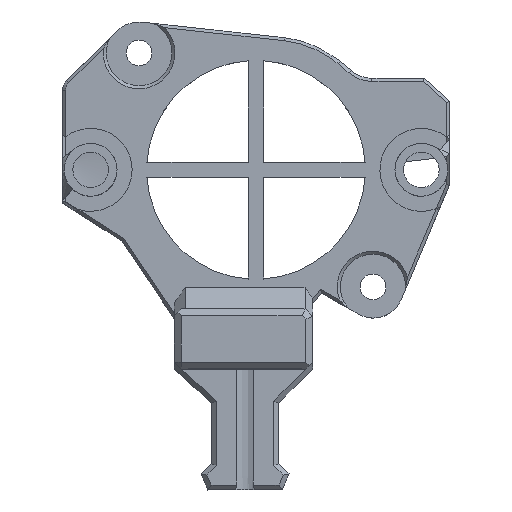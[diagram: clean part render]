
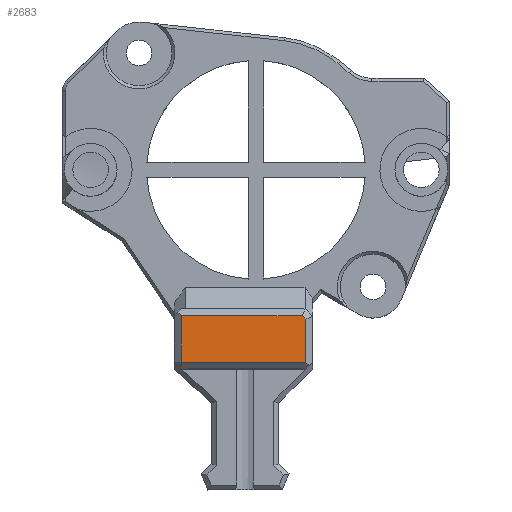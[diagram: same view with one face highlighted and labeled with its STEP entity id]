
A CAD part, top view. The second image highlights one B-rep face of the part: STEP entity #2683.
In plain terms, the highlighted planar face has unit normal (0, 0, 1).
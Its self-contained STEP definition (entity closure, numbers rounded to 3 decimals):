
#254=FACE_OUTER_BOUND('',#417,.T.);
#417=EDGE_LOOP('',(#2310,#2311,#2312,#2313,#2314));
#703=LINE('',#4312,#1012);
#706=LINE('',#4317,#1015);
#722=LINE('',#4348,#1031);
#734=LINE('',#4371,#1043);
#735=LINE('',#4373,#1044);
#1012=VECTOR('',#3500,10.);
#1015=VECTOR('',#3505,10.);
#1031=VECTOR('',#3529,10.);
#1043=VECTOR('',#3551,10.);
#1044=VECTOR('',#3554,10.);
#1272=VERTEX_POINT('',#4309);
#1273=VERTEX_POINT('',#4311);
#1274=VERTEX_POINT('',#4315);
#1285=VERTEX_POINT('',#4346);
#1291=VERTEX_POINT('',#4369);
#1618=EDGE_CURVE('',#1272,#1273,#703,.F.);
#1621=EDGE_CURVE('',#1274,#1272,#706,.T.);
#1638=EDGE_CURVE('',#1285,#1274,#722,.T.);
#1650=EDGE_CURVE('',#1291,#1285,#734,.T.);
#1651=EDGE_CURVE('',#1273,#1291,#735,.F.);
#2310=ORIENTED_EDGE('',*,*,#1638,.F.);
#2311=ORIENTED_EDGE('',*,*,#1650,.F.);
#2312=ORIENTED_EDGE('',*,*,#1651,.F.);
#2313=ORIENTED_EDGE('',*,*,#1618,.F.);
#2314=ORIENTED_EDGE('',*,*,#1621,.F.);
#2542=PLANE('',#2895);
#2683=ADVANCED_FACE('',(#254),#2542,.T.);
#2895=AXIS2_PLACEMENT_3D('',#4372,#3552,#3553);
#3500=DIRECTION('',(-1.,0.,0.));
#3505=DIRECTION('',(0.,1.,0.));
#3529=DIRECTION('',(-1.,0.,0.));
#3551=DIRECTION('',(0.,-1.,0.));
#3552=DIRECTION('center_axis',(0.,0.,
1.));
#3553=DIRECTION('ref_axis',(1.,0.,0.));
#3554=DIRECTION('',(-0.707,0.707,0.));
#4309=CARTESIAN_POINT('',(-8.45,22.7,14.657));
#4311=CARTESIAN_POINT('',(7.577,22.7,14.657));
#4312=CARTESIAN_POINT('',(-6.713,22.7,14.657));
#4315=CARTESIAN_POINT('',(-8.45,16.5,14.657));
#4317=CARTESIAN_POINT('',(-8.45,16.604,14.657));
#4346=CARTESIAN_POINT('',(8.05,16.5,14.657));
#4348=CARTESIAN_POINT('',(-4.575,16.5,14.657));
#4369=CARTESIAN_POINT('',(8.05,22.227,14.657));
#4371=CARTESIAN_POINT('',(8.05,15.1,14.657));
#4372=CARTESIAN_POINT('Origin',(-8.95,14.6,14.657));
#4373=CARTESIAN_POINT('',(4.476,25.801,14.657));
